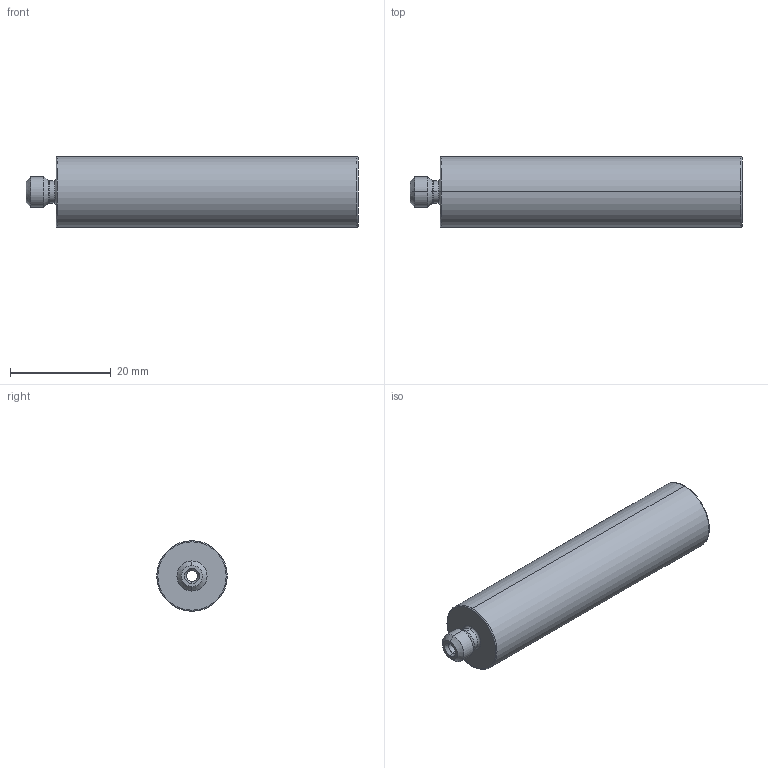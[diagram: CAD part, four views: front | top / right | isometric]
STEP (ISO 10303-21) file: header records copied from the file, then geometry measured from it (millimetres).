
FILE_DESCRIPTION (( 'STEP AP203' ), '1' );
FILE_NAME ('HS6-U14.K01.060_A.STEP', '2017-11-13T14:17:08', ( 'SWIAdmin' ), ( 'Hewlett-Packard Company' ), 'SwSTEP 2.0', 'SolidWorks 2017', '' );
FILE_SCHEMA (( 'CONFIG_CONTROL_DESIGN' ));
Length unit declared in the file: millimetre
Products named in the file (1): HS6-U14.K01.060_A
Bounding box: 66 x 14 x 14 mm (x, y, z)
Volume: 8632.8 mm3; surface area: 3789.2 mm2
Topology: 1 solids, 1 shells, 31 faces, 62 edges, 34 vertices
Faces by surface type: cone 10, cylinder 10, torus 8, plane 3
Entity records: 883 total; most frequent: DIRECTION 168, CARTESIAN_POINT 128, ORIENTED_EDGE 124, AXIS2_PLACEMENT_3D 74, EDGE_CURVE 62, CIRCLE 42, EDGE_LOOP 34, VERTEX_POINT 34
